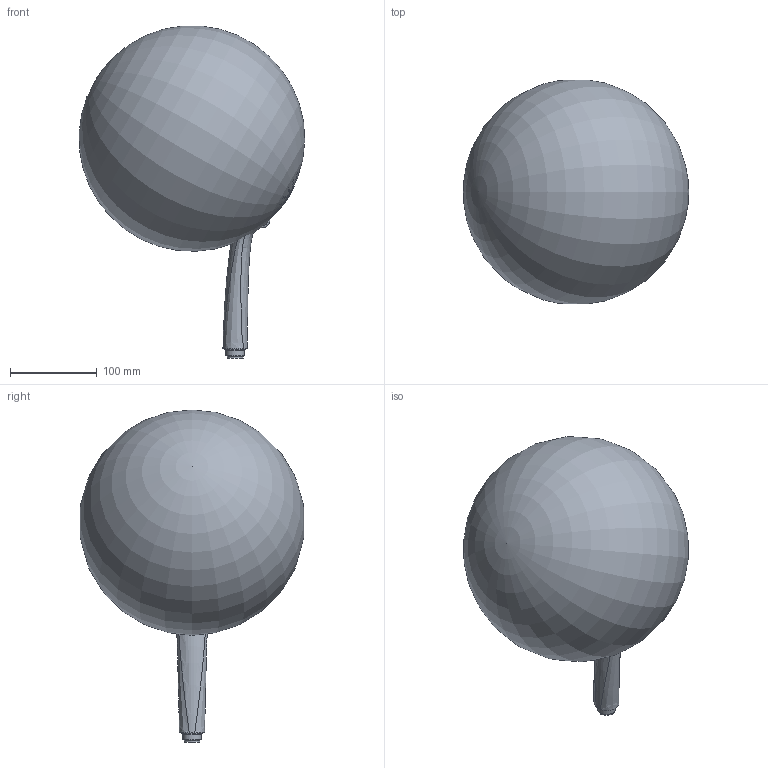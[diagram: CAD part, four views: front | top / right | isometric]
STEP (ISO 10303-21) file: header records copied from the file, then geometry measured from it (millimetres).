
FILE_DESCRIPTION(/* description */ ('Unknown'),/* implementation_level */ '2;1');
FILE_NAME(/* name */ '27319000',/* time_stamp */ '2022-09-08T04:13:41+02:00',/* author */ ('Unknown'),/* organization */ ('GROHE AG'),/* preprocessor_version */ 'ST-DEVELOPER v16.7',/* originating_system */ 'DEX',/* authorisation */ $);
FILE_SCHEMA (('AUTOMOTIVE_DESIGN {1 0 10303 214 3 1 1}'));
Products named in the file (6): 27319000; id11; 071012_FamilyHSH_D_Jets5L_Lob; 071108_Family_HSH_FaceEco_E_Lob; 071205_Family_Ring_FitKneipp_Lob; face1
Assembly tree (5 placements, depth 2):
  27319000
    id11
    071012_FamilyHSH_D_Jets5L_Lob
    071108_Family_HSH_FaceEco_E_Lob
    071205_Family_Ring_FitKneipp_Lob
    face1
Bounding box: 259.59 x 257.45 x 382.19 mm (x, y, z)
Surface area: 272891.6 mm2 (no closed solid volume)
Topology: 0 solids, 95 shells, 853 faces, 3136 edges, 2379 vertices
Faces by surface type: plane 307, bspline 274, torus 192, cone 44, cylinder 35, sphere 1
Full cylindrical faces by diameter (mm): 18.2 x1, 18.4 x1, 20.955 x1, 23.5 x1, 24.8 x1, 101.6 x1, 103.3 x1
Entity records: 63239 total; most frequent: CARTESIAN_POINT 43188, ORIENTED_EDGE 4253, EDGE_CURVE 2738, VERTEX_POINT 2191, B_SPLINE_CURVE_WITH_KNOTS 2178, DIRECTION 1859, FACE_BOUND 1237, EDGE_LOOP 1236
